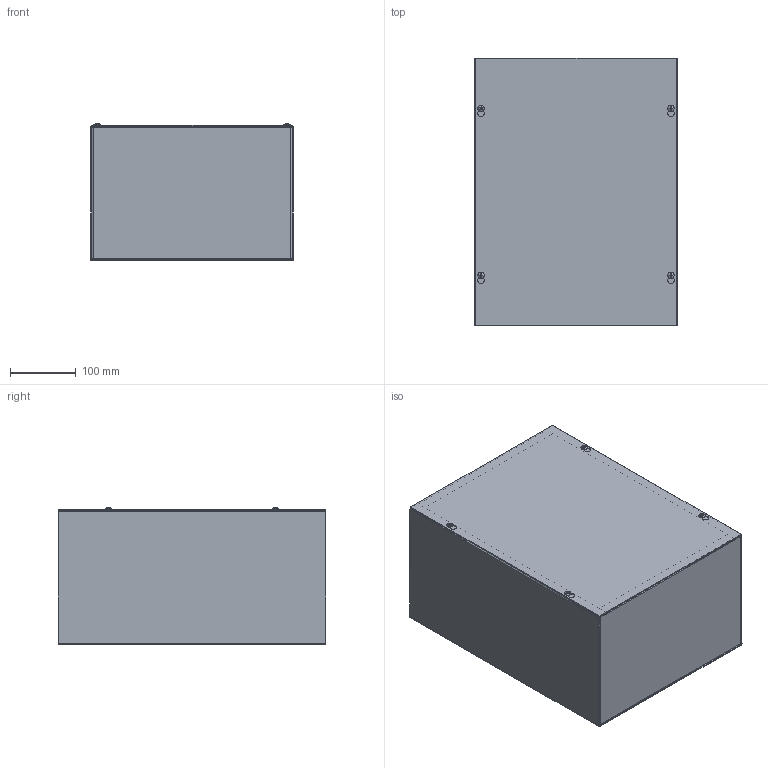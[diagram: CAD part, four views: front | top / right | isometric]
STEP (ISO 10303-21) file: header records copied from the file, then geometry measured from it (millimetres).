
FILE_DESCRIPTION(/* description */ ('SC_GNK, BLR, 16X12X8'),/* implementation_level */ '2;1');
FILE_NAME(/* name */ 'SC121608GNK.stp',/* time_stamp */ '2015-04-17T13:01:46+06:00',/* author */ ('schinnathambi'),/* organization */ (''),/* preprocessor_version */ 'ST-DEVELOPER v15.2',/* originating_system */ 'Autodesk Inventor 2014',/* authorisation */ '');
FILE_SCHEMA (('AUTOMOTIVE_DESIGN { 1 0 10303 214 3 1 1 }'));
Length unit declared in the file: inch
Products named in the file (5): SC121608GNKBLR; SC1208GNKTB; SC1216GLPA; 34056; SC_GNK-3pc
Bounding box: 307.98 x 406.4 x 208.92 mm (x, y, z)
Volume: 913580.7 mm3; surface area: 1161067.8 mm2
Topology: 8 solids, 8 shells, 268 faces, 640 edges, 392 vertices
Faces by surface type: plane 152, cylinder 48, cone 40, torus 16, bspline 8, sphere 4
Full cylindrical faces by diameter (mm): 3.734 x4, 4.166 x4, 7.144 x4, 9.754 x4
Entity records: 4411 total; most frequent: CARTESIAN_POINT 992, DIRECTION 666, ORIENTED_EDGE 634, EDGE_CURVE 317, AXIS2_PLACEMENT_3D 231, LINE 204, VECTOR 204, VERTEX_POINT 197
